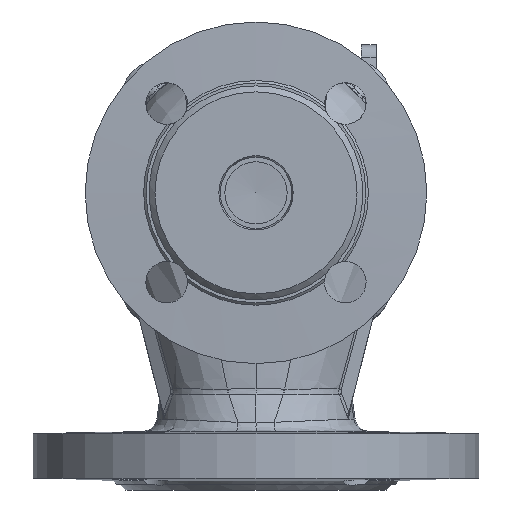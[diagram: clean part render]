
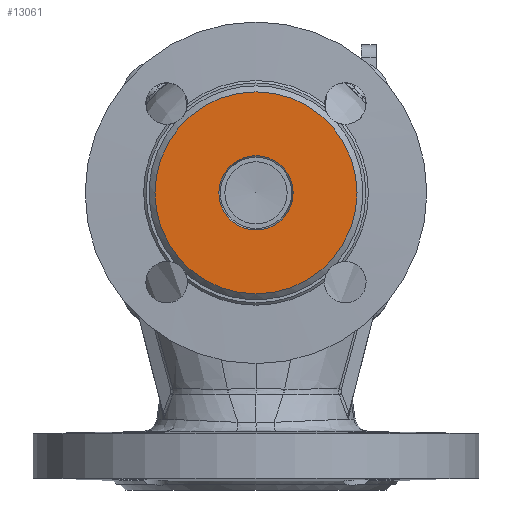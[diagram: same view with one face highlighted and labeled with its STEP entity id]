
A CAD part, front view. The second image highlights one B-rep face of the part: STEP entity #13061.
In plain terms, the highlighted planar face has unit normal (0, -1, 0).
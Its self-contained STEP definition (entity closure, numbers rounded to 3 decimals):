
#257=FACE_BOUND('',#2744,.T.);
#459=PLANE('',#14103);
#1153=CIRCLE('',#14100,34.);
#1154=CIRCLE('',#14104,12.5);
#1868=FACE_OUTER_BOUND('',#2743,.T.);
#2743=EDGE_LOOP('',(#9954));
#2744=EDGE_LOOP('',(#9955));
#5706=VERTEX_POINT('',#44904);
#5707=VERTEX_POINT('',#44932);
#7216=EDGE_CURVE('',#5706,#5706,#1153,.T.);
#7221=EDGE_CURVE('',#5707,#5707,#1154,.T.);
#9954=ORIENTED_EDGE('',*,*,#7216,.F.);
#9955=ORIENTED_EDGE('',*,*,#7221,.F.);
#13061=ADVANCED_FACE('',(#1868,#257),#459,.F.);
#14100=AXIS2_PLACEMENT_3D('',#44906,#15864,#15865);
#14103=AXIS2_PLACEMENT_3D('',#44931,#15872,#15873);
#14104=AXIS2_PLACEMENT_3D('',#44933,#15874,#15875);
#15864=DIRECTION('center_axis',(0.,1.,0.));
#15865=DIRECTION('ref_axis',(0.,0.,-1.));
#15872=DIRECTION('center_axis',(0.,1.,0.));
#15873=DIRECTION('ref_axis',(0.,0.,-1.));
#15874=DIRECTION('center_axis',(0.,-1.,0.));
#15875=DIRECTION('ref_axis',(0.,0.,-1.));
#44904=CARTESIAN_POINT('',(0.,-105.,34.));
#44906=CARTESIAN_POINT('Origin',(0.,-105.,0.));
#44931=CARTESIAN_POINT('Origin',(0.,-105.,0.));
#44932=CARTESIAN_POINT('',(0.,-105.,12.5));
#44933=CARTESIAN_POINT('Origin',(0.,-105.,0.));
